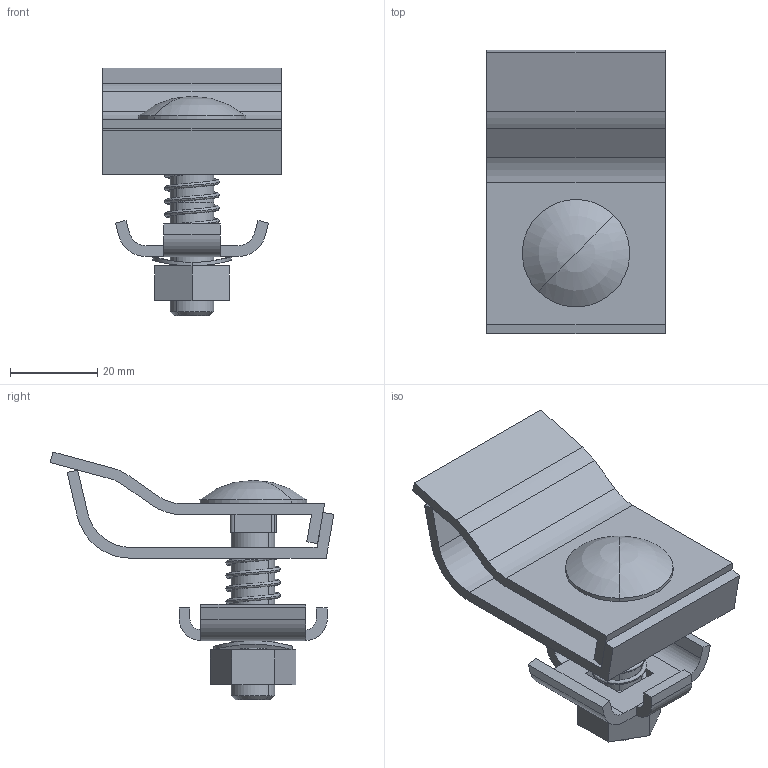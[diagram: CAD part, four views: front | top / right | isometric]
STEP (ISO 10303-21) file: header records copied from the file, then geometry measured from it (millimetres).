
FILE_DESCRIPTION((''),'2;1');
FILE_NAME('5316450_ASM','2014-09-05T',('AndreasKeweloh'),(''),'PRO/ENGINEER BY PARAMETRIC TECHNOLOGY CORPORATION, 2014000','PRO/ENGINEER BY PARAMETRIC TECHNOLOGY CORPORATION, 2014000','');
FILE_SCHEMA(('CONFIG_CONTROL_DESIGN'));
Length unit declared in the file: millimetre
Products named in the file (8): FEDERSCHEIBE-DIN137-M10; KLEMME-EASY; FLACHRUNDSCHRAUBE_DIN_603_-_M_1; DRUCKFEDER_1; SECHSKANTMUTTER_DIN_934-M10_1_2; HALTEPLATTE_1; ZWISCHENPLATTE_X_1_1; 5316450_ASM
Assembly tree (7 placements, depth 2):
  5316450_ASM
    FEDERSCHEIBE-DIN137-M10
    KLEMME-EASY
    FLACHRUNDSCHRAUBE_DIN_603_-_M_1
    DRUCKFEDER_1
    SECHSKANTMUTTER_DIN_934-M10_1_2
    HALTEPLATTE_1
    ZWISCHENPLATTE_X_1_1
Bounding box: 41 x 65.11 x 56.86 mm (x, y, z)
Volume: 24523.3 mm3; surface area: 20529.3 mm2
Topology: 7 solids, 7 shells, 246 faces, 630 edges, 414 vertices
Faces by surface type: plane 184, cylinder 48, extrusion 8, cone 2, sphere 2, bspline 2
Entity records: 22966 total; most frequent: CARTESIAN_POINT 16797, ORIENTED_EDGE 1256, DIRECTION 1183, EDGE_CURVE 628, VECTOR 517, LINE 509, VERTEX_POINT 414, AXIS2_PLACEMENT_3D 333
